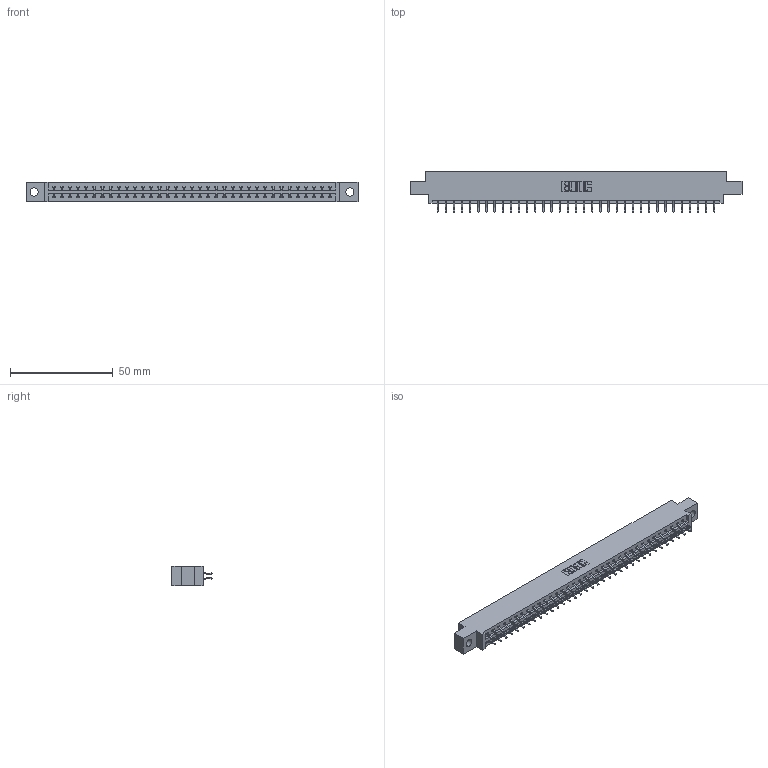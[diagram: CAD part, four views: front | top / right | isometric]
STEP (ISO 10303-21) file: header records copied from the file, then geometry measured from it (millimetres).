
FILE_DESCRIPTION (( 'STEP AP203' ), '1' );
FILE_NAME ('387-070-556-804.STEP', '2019-10-21T22:59:38', ( '' ), ( '' ), 'SwSTEP 2.0', 'SolidWorks 2016', '' );
FILE_SCHEMA (( 'CONFIG_CONTROL_DESIGN' ));
Length unit declared in the file: inch
Products named in the file (3): 345-292-001_556 Tail; 387-070-556-804; 337 Part_0.170 Offset - 0.156 Dia-TH
Assembly tree (71 placements, depth 2):
  387-070-556-804
    337 Part_0.170 Offset - 0.156 Dia-TH
    345-292-001_556 Tail  x70
Bounding box: 161.7 x 19.57 x 9.4 mm (x, y, z)
Volume: 16739.5 mm3; surface area: 18687.5 mm2
Topology: 71 solids, 71 shells, 4318 faces, 12853 edges, 8474 vertices
Faces by surface type: plane 3014, cylinder 1304
Entity records: 28397 total; most frequent: CARTESIAN_POINT 4806, ORIENTED_EDGE 4730, DIRECTION 4089, EDGE_CURVE 2365, VECTOR 2229, LINE 2229, VERTEX_POINT 1574, AXIS2_PLACEMENT_3D 930
